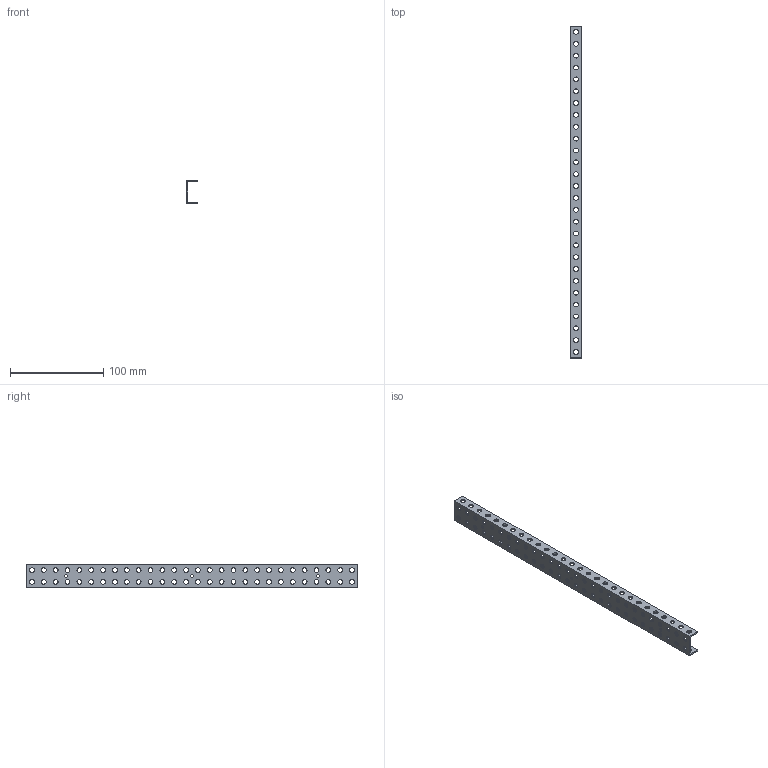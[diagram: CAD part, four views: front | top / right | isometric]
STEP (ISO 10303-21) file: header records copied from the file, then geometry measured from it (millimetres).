
FILE_DESCRIPTION (( 'STEP AP214' ), '1' );
FILE_NAME ('am-5009-1400 Robits 1.0x0.5x14.0 Channel.STEP', '2023-11-06T14:31:59', ( '' ), ( '' ), 'SwSTEP 2.0', 'SolidWorks 2022', '' );
FILE_SCHEMA (( 'AUTOMOTIVE_DESIGN' ));
Length unit declared in the file: inch
Products named in the file (1): am-5009-1400 Robits 1.0x0.5x14.0 Channel
Bounding box: 12.7 x 355.6 x 25.4 mm (x, y, z)
Volume: 23378.7 mm3; surface area: 33432.6 mm2
Topology: 1 solids, 1 shells, 240 faces, 714 edges, 476 vertices
Faces by surface type: cylinder 230, plane 10
Entity records: 8838 total; most frequent: DIRECTION 1656, CARTESIAN_POINT 1431, ORIENTED_EDGE 1428, EDGE_CURVE 714, AXIS2_PLACEMENT_3D 701, VERTEX_POINT 476, EDGE_LOOP 470, CIRCLE 460
